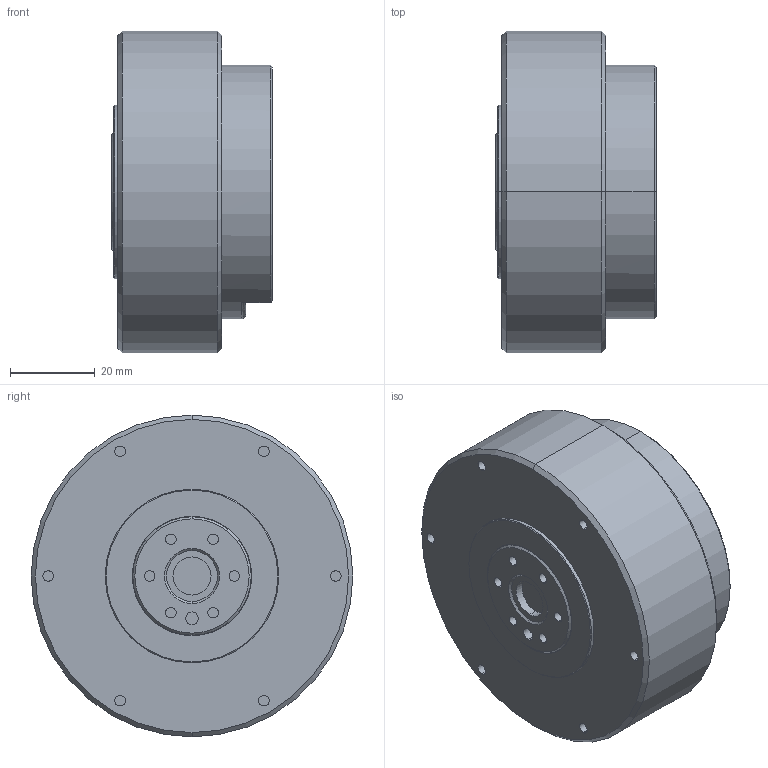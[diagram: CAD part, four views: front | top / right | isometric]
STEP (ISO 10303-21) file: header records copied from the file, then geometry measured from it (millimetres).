
FILE_DESCRIPTION (( 'STEP AP214' ), '1' );
FILE_NAME ('RMD-X6-P6 V2.step', '2023-12-27T05:43:43', ( '' ), ( '' ), 'SwSTEP 2.0', 'SolidWorks 2020', '' );
FILE_SCHEMA (( 'AUTOMOTIVE_DESIGN' ));
Length unit declared in the file: millimetre
Products named in the file (1): RMD-X6-P6 V2
Bounding box: 38 x 76 x 76 mm (x, y, z)
Volume: 117558 mm3; surface area: 24620.8 mm2
Topology: 1 solids, 1 shells, 150 faces, 342 edges, 219 vertices
Faces by surface type: cylinder 80, plane 47, cone 22, bspline 1
Entity records: 4666 total; most frequent: CARTESIAN_POINT 819, DIRECTION 819, ORIENTED_EDGE 684, EDGE_CURVE 342, AXIS2_PLACEMENT_3D 336, VERTEX_POINT 219, CIRCLE 186, EDGE_LOOP 179
